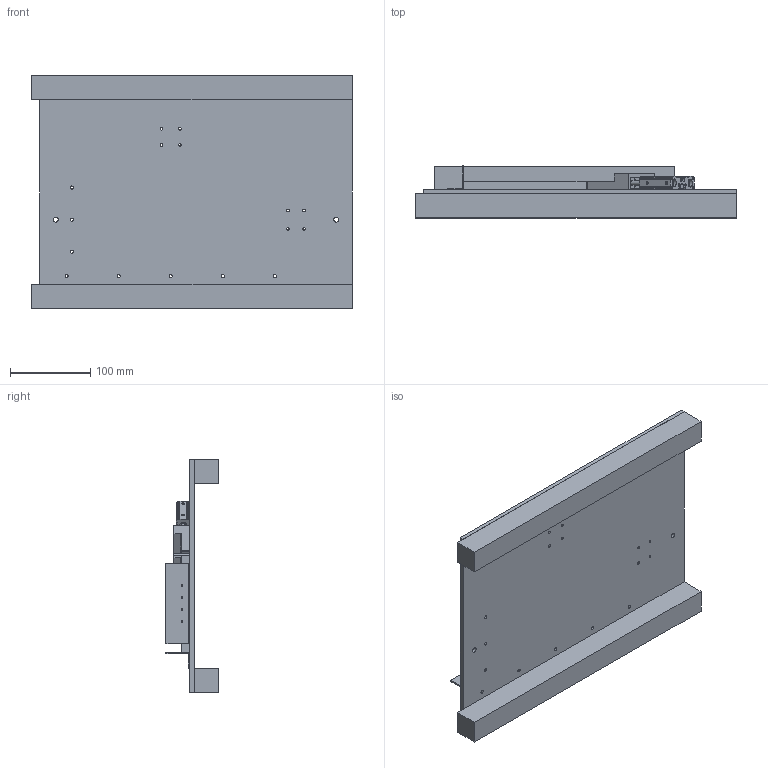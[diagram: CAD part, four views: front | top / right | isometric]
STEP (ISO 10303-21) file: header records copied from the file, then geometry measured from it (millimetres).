
FILE_DESCRIPTION (( 'STEP AP214' ), '1' );
FILE_NAME ('fixture - diagnal.STEP', '2020-03-04T14:21:22', ( '' ), ( '' ), 'SwSTEP 2.0', 'SolidWorks 2015', '' );
FILE_SCHEMA (( 'AUTOMOTIVE_DESIGN' ));
Length unit declared in the file: millimetre
Products named in the file (11): 錨璃4^fixture; _JMGPM12_20_0__ROD_11; Base; 錨璃3^fixture; _P_M3_10_4; fixture - diagnal; _JMGPM12_20_0__BODY_2; 錨璃5^fixture - diagnal; JMGPM12_20_0_0_; actuator tipl; 錨璃2^fixture
Assembly tree (16 placements, depth 3):
  fixture - diagnal
    錨璃2^fixture
    錨璃3^fixture
    錨璃4^fixture
    錨璃5^fixture - diagnal  x2
    JMGPM12_20_0_0_
      _JMGPM12_20_0__BODY_2
      _P_M3_10_4  x6
      _JMGPM12_20_0__ROD_11
    Base
    actuator tipl
Bounding box: 400 x 65 x 290 mm (x, y, z)
Volume: 1627636.2 mm3; surface area: 456775.2 mm2
Topology: 15 solids, 15 shells, 533 faces, 1322 edges, 837 vertices
Faces by surface type: plane 226, cylinder 211, cone 96
Entity records: 17507 total; most frequent: DIRECTION 2521, CARTESIAN_POINT 2336, ORIENTED_EDGE 2252, EDGE_CURVE 1126, AXIS2_PLACEMENT_3D 926, VERTEX_POINT 729, VECTOR 669, LINE 669
